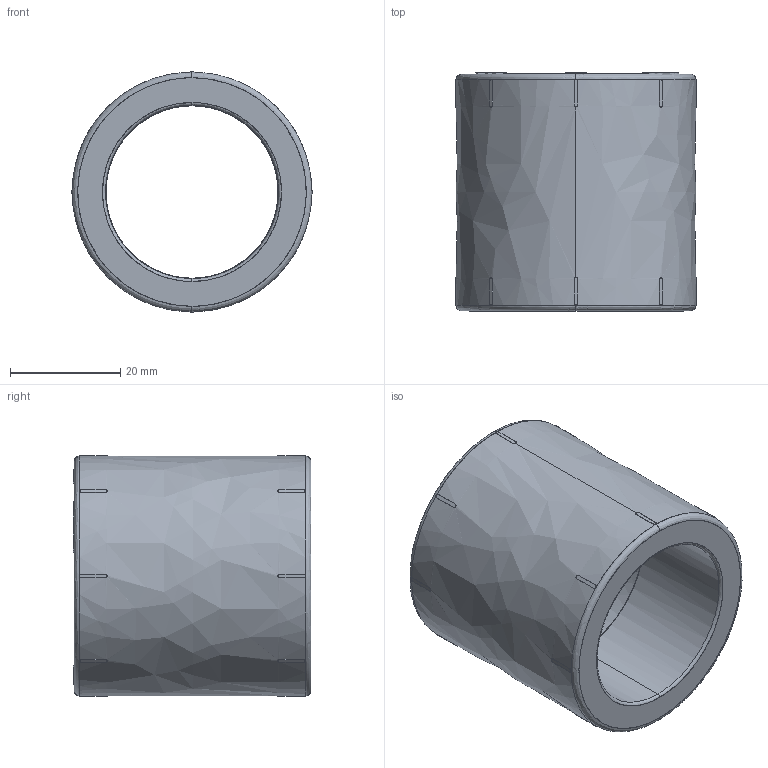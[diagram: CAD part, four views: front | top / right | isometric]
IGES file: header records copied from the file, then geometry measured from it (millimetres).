
Start section: SolidWorks IGES file using NURBS representation for surfaces
Global section: file name: 02052005032.IGS; native system: SolidWorks 2019; preprocessor: SolidWorks 2019; author: FGuedes; date: 190621.162810; units: millimetre
Bounding box: 43.64 x 43.2 x 43.64 mm (x, y, z)
Surface area: 11449.8 mm2 (no closed solid volume)
Topology: 0 solids, 0 shells, 335 faces, 3772 edges, 3760 vertices
Faces by surface type: bspline 335
